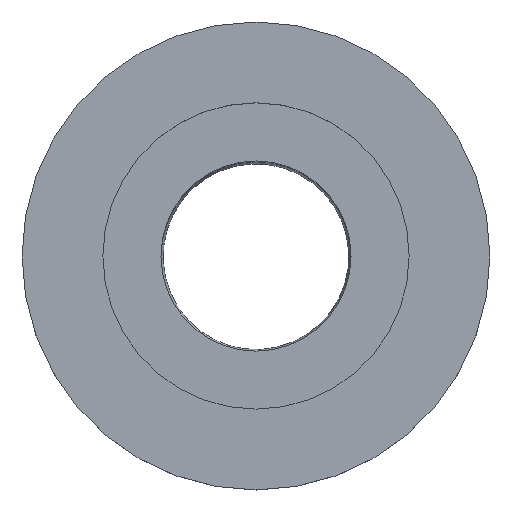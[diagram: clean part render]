
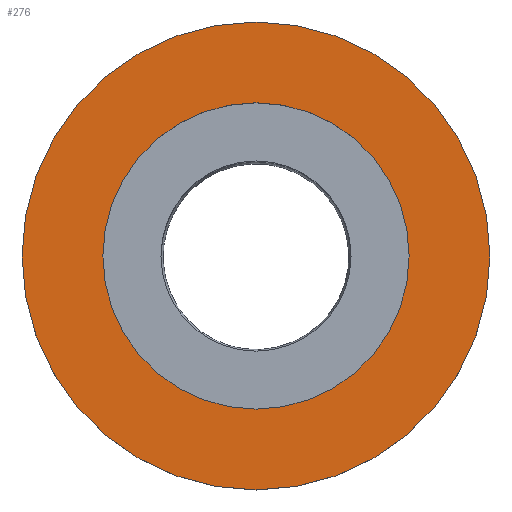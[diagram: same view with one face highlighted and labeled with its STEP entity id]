
A CAD part, top view. The second image highlights one B-rep face of the part: STEP entity #276.
In plain terms, the highlighted planar face has unit normal (0, 0, 1).
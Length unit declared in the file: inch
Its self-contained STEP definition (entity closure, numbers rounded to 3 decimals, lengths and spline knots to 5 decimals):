
#22=PLANE('',#323);
#31=FACE_BOUND('',#81,.T.);
#54=FACE_OUTER_BOUND('',#80,.T.);
#80=EDGE_LOOP('',(#198));
#81=EDGE_LOOP('',(#199));
#120=CIRCLE('',#317,0.7875);
#124=CIRCLE('',#324,0.5155);
#144=VERTEX_POINT('',#461);
#148=VERTEX_POINT('',#472);
#168=EDGE_CURVE('',#144,#144,#120,.T.);
#172=EDGE_CURVE('',#148,#148,#124,.T.);
#198=ORIENTED_EDGE('',*,*,#168,.F.);
#199=ORIENTED_EDGE('',*,*,#172,.T.);
#276=ADVANCED_FACE('',(#54,#31),#22,.F.);
#317=AXIS2_PLACEMENT_3D('',#462,#367,#368);
#323=AXIS2_PLACEMENT_3D('',#471,#379,#380);
#324=AXIS2_PLACEMENT_3D('',#473,#381,#382);
#367=DIRECTION('center_axis',(0.,0.,-1.));
#368=DIRECTION('ref_axis',(-1.,0.,0.));
#379=DIRECTION('center_axis',(0.,0.,-1.));
#380=DIRECTION('ref_axis',(-1.,0.,0.));
#381=DIRECTION('center_axis',(0.,0.,-1.));
#382=DIRECTION('ref_axis',(-1.,0.,0.));
#461=CARTESIAN_POINT('',(0.7875,0.,0.12));
#462=CARTESIAN_POINT('Origin',(0.,0.,0.12));
#471=CARTESIAN_POINT('Origin',(0.,0.,0.12));
#472=CARTESIAN_POINT('',(0.5155,0.,0.12));
#473=CARTESIAN_POINT('Origin',(0.,0.,0.12));
